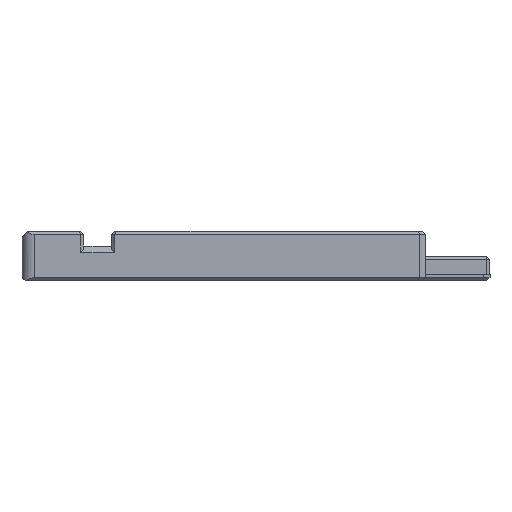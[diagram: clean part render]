
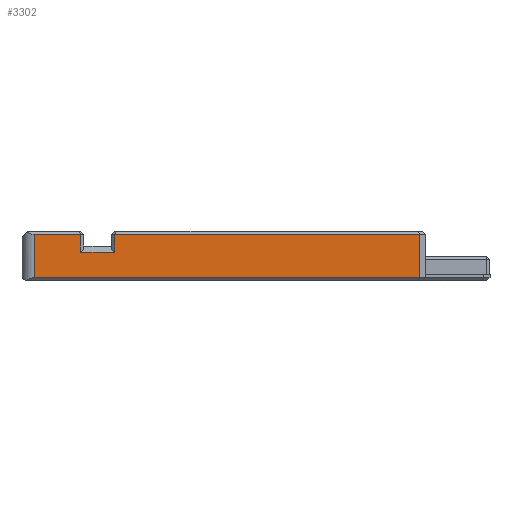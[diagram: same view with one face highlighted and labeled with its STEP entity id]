
A CAD part, front view. The second image highlights one B-rep face of the part: STEP entity #3302.
In plain terms, the highlighted planar face has unit normal (0, -1, 0).
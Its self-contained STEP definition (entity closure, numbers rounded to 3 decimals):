
#172=FACE_OUTER_BOUND('',#359,.T.);
#359=EDGE_LOOP('',(#2386,#2387,#2388,#2389,#2390,#2391,#2392,#2393));
#591=LINE('',#4905,#1007);
#628=LINE('',#5171,#1044);
#630=LINE('',#5175,#1046);
#631=LINE('',#5177,#1047);
#632=LINE('',#5179,#1048);
#633=LINE('',#5181,#1049);
#634=LINE('',#5183,#1050);
#635=LINE('',#5184,#1051);
#1007=VECTOR('',#3858,10.);
#1044=VECTOR('',#3933,10.);
#1046=VECTOR('',#3937,10.);
#1047=VECTOR('',#3938,10.);
#1048=VECTOR('',#3939,10.);
#1049=VECTOR('',#3940,10.);
#1050=VECTOR('',#3941,10.);
#1051=VECTOR('',#3942,10.);
#1415=VERTEX_POINT('',#4902);
#1416=VERTEX_POINT('',#4904);
#1463=VERTEX_POINT('',#5170);
#1464=VERTEX_POINT('',#5174);
#1465=VERTEX_POINT('',#5176);
#1466=VERTEX_POINT('',#5178);
#1467=VERTEX_POINT('',#5180);
#1468=VERTEX_POINT('',#5182);
#1752=EDGE_CURVE('',#1415,#1416,#591,.T.);
#1811=EDGE_CURVE('',#1416,#1463,#628,.T.);
#1813=EDGE_CURVE('',#1464,#1415,#630,.T.);
#1814=EDGE_CURVE('',#1465,#1464,#631,.T.);
#1815=EDGE_CURVE('',#1466,#1465,#632,.T.);
#1816=EDGE_CURVE('',#1467,#1466,#633,.T.);
#1817=EDGE_CURVE('',#1468,#1467,#634,.T.);
#1818=EDGE_CURVE('',#1463,#1468,#635,.T.);
#2386=ORIENTED_EDGE('',*,*,#1752,.F.);
#2387=ORIENTED_EDGE('',*,*,#1813,.F.);
#2388=ORIENTED_EDGE('',*,*,#1814,.F.);
#2389=ORIENTED_EDGE('',*,*,#1815,.F.);
#2390=ORIENTED_EDGE('',*,*,#1816,.F.);
#2391=ORIENTED_EDGE('',*,*,#1817,.F.);
#2392=ORIENTED_EDGE('',*,*,#1818,.F.);
#2393=ORIENTED_EDGE('',*,*,#1811,.F.);
#3139=PLANE('',#3523);
#3302=ADVANCED_FACE('',(#172),#3139,.T.);
#3523=AXIS2_PLACEMENT_3D('',#5173,#3935,#3936);
#3858=DIRECTION('',(0.,0.,1.));
#3933=DIRECTION('',(1.,0.,0.));
#3935=DIRECTION('center_axis',(0.,-1.,0.));
#3936=DIRECTION('ref_axis',(0.,0.,-1.));
#3937=DIRECTION('',(-1.,0.,0.));
#3938=DIRECTION('',(0.,0.,-1.));
#3939=DIRECTION('',(1.,0.,0.));
#3940=DIRECTION('',(0.,0.,1.));
#3941=DIRECTION('',(1.,0.,0.));
#3942=DIRECTION('',(0.,0.,-1.));
#4902=CARTESIAN_POINT('',(-36.5,-34.,-1.5));
#4904=CARTESIAN_POINT('',(-36.5,-34.,5.5));
#4905=CARTESIAN_POINT('',(-36.5,-34.,0.));
#5170=CARTESIAN_POINT('',(-29.,-34.,5.5));
#5171=CARTESIAN_POINT('',(-36.,-34.,5.5));
#5173=CARTESIAN_POINT('Origin',(-38.5,-34.,0.));
#5174=CARTESIAN_POINT('',(25.9,-34.,-1.5));
#5175=CARTESIAN_POINT('',(-19.25,-34.,-1.5));
#5176=CARTESIAN_POINT('',(25.9,-34.,5.5));
#5177=CARTESIAN_POINT('',(25.9,-34.,0.));
#5178=CARTESIAN_POINT('',(-23.5,-34.,5.5));
#5179=CARTESIAN_POINT('',(-18.775,-34.,5.5));
#5180=CARTESIAN_POINT('',(-23.5,-34.,2.6));
#5181=CARTESIAN_POINT('',(-23.5,-34.,0.));
#5182=CARTESIAN_POINT('',(-29.,-34.,2.6));
#5183=CARTESIAN_POINT('',(-32.375,-34.,2.6));
#5184=CARTESIAN_POINT('',(-29.,-34.,0.));
